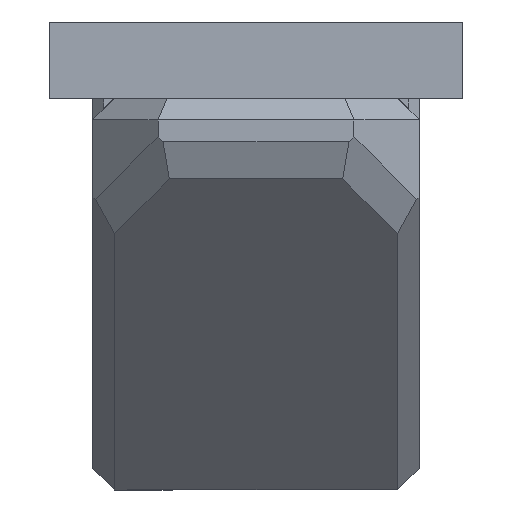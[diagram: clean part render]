
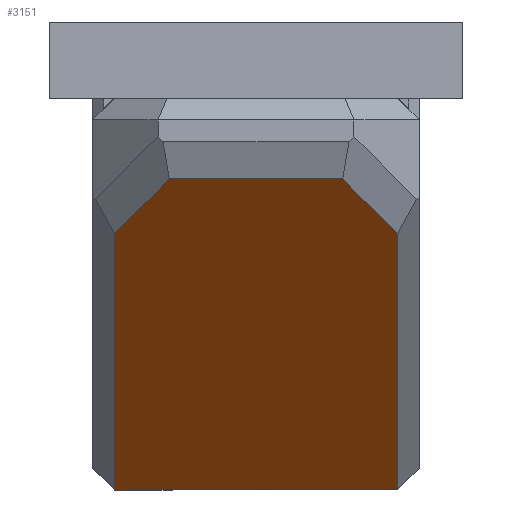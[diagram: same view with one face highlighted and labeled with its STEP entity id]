
A CAD part, left-side view. The second image highlights one B-rep face of the part: STEP entity #3151.
In plain terms, the highlighted face is planar.
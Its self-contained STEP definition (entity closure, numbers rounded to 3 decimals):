
#446=FACE_OUTER_BOUND('',#636,.T.);
#636=EDGE_LOOP('',(#2740,#2741,#2742,#2743,#2744,#2745));
#890=LINE('',#5674,#1173);
#894=LINE('',#5681,#1177);
#898=LINE('',#5689,#1181);
#903=LINE('',#5699,#1186);
#906=LINE('',#5704,#1189);
#912=LINE('',#5718,#1195);
#1173=VECTOR('',#4249,10.);
#1177=VECTOR('',#4255,10.);
#1181=VECTOR('',#4261,10.);
#1186=VECTOR('',#4268,10.);
#1189=VECTOR('',#4273,10.);
#1195=VECTOR('',#4291,10.);
#1496=VERTEX_POINT('',#5672);
#1497=VERTEX_POINT('',#5673);
#1499=VERTEX_POINT('',#5680);
#1502=VERTEX_POINT('',#5688);
#1506=VERTEX_POINT('',#5698);
#1507=VERTEX_POINT('',#5703);
#1911=EDGE_CURVE('',#1496,#1497,#890,.T.);
#1915=EDGE_CURVE('',#1497,#1499,#894,.T.);
#1919=EDGE_CURVE('',#1499,#1502,#898,.T.);
#1924=EDGE_CURVE('',#1502,#1506,#903,.T.);
#1927=EDGE_CURVE('',#1506,#1507,#906,.T.);
#1935=EDGE_CURVE('',#1507,#1496,#912,.T.);
#2740=ORIENTED_EDGE('',*,*,#1927,.F.);
#2741=ORIENTED_EDGE('',*,*,#1924,.F.);
#2742=ORIENTED_EDGE('',*,*,#1919,.F.);
#2743=ORIENTED_EDGE('',*,*,#1915,.F.);
#2744=ORIENTED_EDGE('',*,*,#1911,.F.);
#2745=ORIENTED_EDGE('',*,*,#1935,.F.);
#2982=PLANE('',#3492);
#3151=ADVANCED_FACE('',(#446),#2982,.T.);
#3492=AXIS2_PLACEMENT_3D('',#5717,#4289,#4290);
#4249=DIRECTION('',(0.707,0.707,0.));
#4255=DIRECTION('',(0.577,0.577,-0.577));
#4261=DIRECTION('',(0.,0.,-1.));
#4268=DIRECTION('',(-0.577,-0.577,-0.577));
#4273=DIRECTION('',(-0.707,-0.707,0.));
#4289=DIRECTION('center_axis',(0.707,-0.707,0.));
#4290=DIRECTION('ref_axis',(0.707,0.707,0.));
#4291=DIRECTION('',(0.,0.,1.));
#5672=CARTESIAN_POINT('',(-6.,-21.5,14.));
#5673=CARTESIAN_POINT('',(5.775,-9.725,14.));
#5674=CARTESIAN_POINT('',(-17.27,-32.77,14.));
#5680=CARTESIAN_POINT('',(8.293,-7.207,11.482));
#5681=CARTESIAN_POINT('',(4.654,-10.846,15.121));
#5688=CARTESIAN_POINT('',(8.293,-7.207,3.518));
#5689=CARTESIAN_POINT('',(8.293,-7.207,0.));
#5698=CARTESIAN_POINT('',(5.775,-9.725,1.));
#5699=CARTESIAN_POINT('',(2.154,-13.346,-2.621));
#5703=CARTESIAN_POINT('',(-6.,-21.5,1.));
#5704=CARTESIAN_POINT('',(-17.27,-32.77,1.));
#5717=CARTESIAN_POINT('Origin',(-6.,-21.5,0.));
#5718=CARTESIAN_POINT('',(-6.,-21.5,0.));
